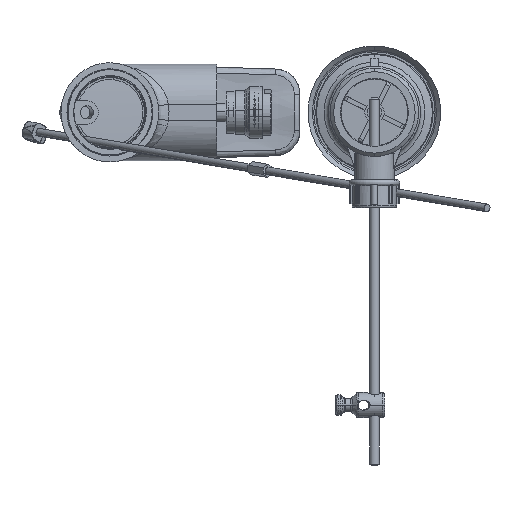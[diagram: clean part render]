
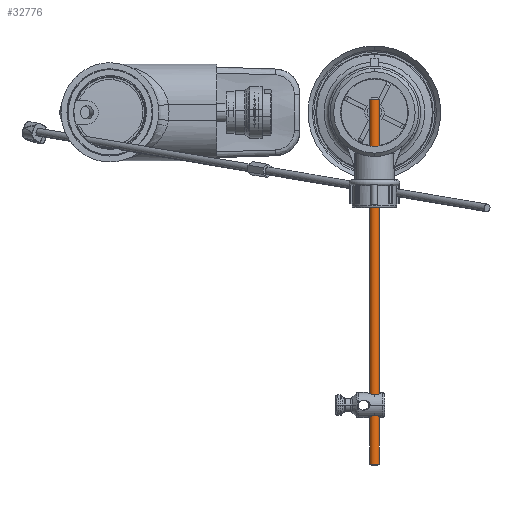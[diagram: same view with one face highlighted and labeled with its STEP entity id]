
A CAD part, front view. The second image highlights one B-rep face of the part: STEP entity #32776.
In plain terms, the highlighted cylindrical face has radius 2.5 mm (diameter 5 mm), a partial arc.
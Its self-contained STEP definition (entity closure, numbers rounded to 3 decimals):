
#1828 = ORIENTED_EDGE ( 'NONE', *, *, #21195, .T. ) ;
#2398 = VERTEX_POINT ( 'NONE', #22521 ) ;
#2722 = CIRCLE ( 'NONE', #31604, 2.5 ) ;
#4183 = EDGE_CURVE ( 'NONE', #2398, #34302, #2722, .T. ) ;
#6101 = EDGE_CURVE ( 'NONE', #23825, #34302, #28600, .T. ) ;
#6871 = DIRECTION ( 'NONE',  ( 0., 0., -1. ) ) ;
#8181 = DIRECTION ( 'NONE',  ( 0.997, -0.073, 0. ) ) ;
#8801 = DIRECTION ( 'NONE',  ( -0.997, 0.073, 0. ) ) ;
#9244 = EDGE_CURVE ( 'NONE', #38222, #2398, #22834, .T. ) ;
#9675 = VECTOR ( 'NONE', #6871, 1000. ) ;
#9976 = CARTESIAN_POINT ( 'NONE',  ( 154.219, -158.291, 7.642 ) ) ;
#11889 = FACE_OUTER_BOUND ( 'NONE', #17089, .T. ) ;
#12866 = DIRECTION ( 'NONE',  ( 0., 0., -1. ) ) ;
#12985 = AXIS2_PLACEMENT_3D ( 'NONE', #32316, #16163, #8801 ) ;
#13755 = VECTOR ( 'NONE', #12866, 1000. ) ;
#14480 = DIRECTION ( 'NONE',  ( 0., 0., 1. ) ) ;
#16163 = DIRECTION ( 'NONE',  ( 0., 0., -1. ) ) ;
#16494 = CARTESIAN_POINT ( 'NONE',  ( 159.205, -158.657, -181.358 ) ) ;
#17089 = EDGE_LOOP ( 'NONE', ( #21706, #1828, #25012, #43283 ) ) ;
#18328 = CARTESIAN_POINT ( 'NONE',  ( 154.219, -158.291, 6.642 ) ) ;
#21195 = EDGE_CURVE ( 'NONE', #23825, #38222, #26615, .T. ) ;
#21706 = ORIENTED_EDGE ( 'NONE', *, *, #6101, .F. ) ;
#22521 = CARTESIAN_POINT ( 'NONE',  ( 154.219, -158.291, -181.358 ) ) ;
#22834 = LINE ( 'NONE', #9976, #9675 ) ;
#23825 = VERTEX_POINT ( 'NONE', #26418 ) ;
#25012 = ORIENTED_EDGE ( 'NONE', *, *, #9244, .T. ) ;
#26418 = CARTESIAN_POINT ( 'NONE',  ( 159.205, -158.657, 6.642 ) ) ;
#26615 = CIRCLE ( 'NONE', #37031, 2.5 ) ;
#26843 = CARTESIAN_POINT ( 'NONE',  ( 156.712, -158.474, 6.642 ) ) ;
#28600 = LINE ( 'NONE', #30405, #13755 ) ;
#29048 = CARTESIAN_POINT ( 'NONE',  ( 156.712, -158.474, -181.358 ) ) ;
#30405 = CARTESIAN_POINT ( 'NONE',  ( 159.205, -158.657, 7.642 ) ) ;
#30536 = DIRECTION ( 'NONE',  ( 0., 0., -1. ) ) ;
#31604 = AXIS2_PLACEMENT_3D ( 'NONE', #29048, #14480, #8181 ) ;
#32316 = CARTESIAN_POINT ( 'NONE',  ( 156.712, -158.474, 7.642 ) ) ;
#32776 = ADVANCED_FACE ( 'NONE', ( #11889 ), #36102, .T. ) ;
#33621 = DIRECTION ( 'NONE',  ( 0.997, -0.073, 0. ) ) ;
#34302 = VERTEX_POINT ( 'NONE', #16494 ) ;
#36102 = CYLINDRICAL_SURFACE ( 'NONE', #12985, 2.5 ) ;
#37031 = AXIS2_PLACEMENT_3D ( 'NONE', #26843, #30536, #33621 ) ;
#38222 = VERTEX_POINT ( 'NONE', #18328 ) ;
#43283 = ORIENTED_EDGE ( 'NONE', *, *, #4183, .T. ) ;
